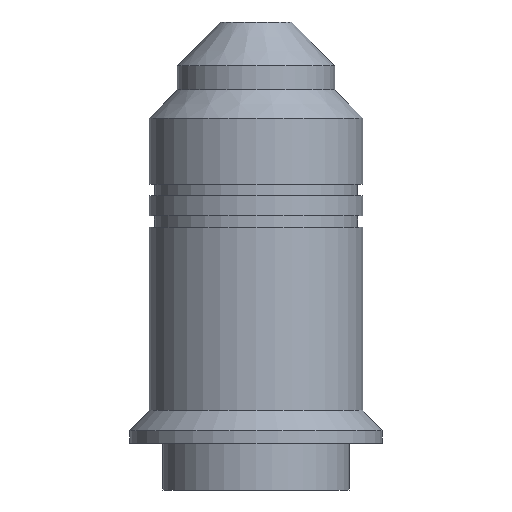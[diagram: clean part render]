
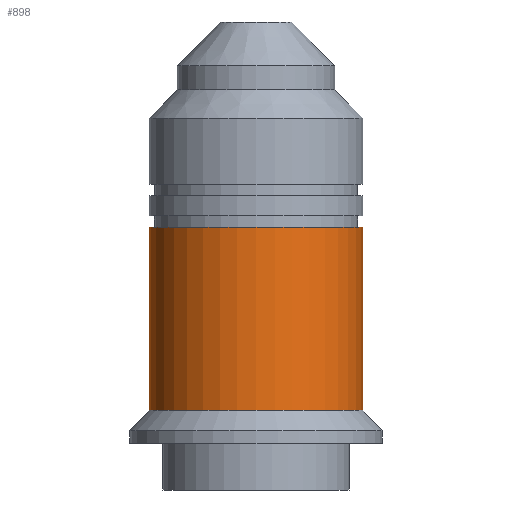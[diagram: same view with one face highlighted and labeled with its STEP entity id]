
A CAD part, front view. The second image highlights one B-rep face of the part: STEP entity #898.
In plain terms, the highlighted cylindrical face has radius 10.5 mm (diameter 21 mm), a partial arc.
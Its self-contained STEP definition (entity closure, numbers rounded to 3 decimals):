
#62 = CARTESIAN_POINT ( 'NONE',  ( -10.5, 0., 0. ) ) ;
#145 = VERTEX_POINT ( 'NONE', #466 ) ;
#205 = EDGE_LOOP ( 'NONE', ( #885, #299, #686, #644 ) ) ;
#216 = VECTOR ( 'NONE', #912, 1000. ) ;
#282 = CYLINDRICAL_SURFACE ( 'NONE', #683, 10.5 ) ;
#299 = ORIENTED_EDGE ( 'NONE', *, *, #545, .T. ) ;
#322 = CARTESIAN_POINT ( 'NONE',  ( 0., 0., 0. ) ) ;
#357 = FACE_OUTER_BOUND ( 'NONE', #205, .T. ) ;
#359 = VECTOR ( 'NONE', #594, 1000. ) ;
#455 = DIRECTION ( 'NONE',  ( 1., 0., 0. ) ) ;
#466 = CARTESIAN_POINT ( 'NONE',  ( -10.5, 0., 24.883 ) ) ;
#471 = CARTESIAN_POINT ( 'NONE',  ( -10.5, 0., 6.833 ) ) ;
#509 = CARTESIAN_POINT ( 'NONE',  ( 0., 0., 6.833 ) ) ;
#513 = DIRECTION ( 'NONE',  ( 0., 0., 1. ) ) ;
#535 = CARTESIAN_POINT ( 'NONE',  ( 10.5, 0., 24.883 ) ) ;
#545 = EDGE_CURVE ( 'NONE', #884, #836, #871, .T. ) ;
#594 = DIRECTION ( 'NONE',  ( 0., 0., 1. ) ) ;
#627 = CIRCLE ( 'NONE', #815, 10.5 ) ;
#633 = EDGE_CURVE ( 'NONE', #145, #779, #627, .T. ) ;
#644 = ORIENTED_EDGE ( 'NONE', *, *, #633, .F. ) ;
#683 = AXIS2_PLACEMENT_3D ( 'NONE', #322, #867, #780 ) ;
#686 = ORIENTED_EDGE ( 'NONE', *, *, #755, .T. ) ;
#701 = EDGE_CURVE ( 'NONE', #884, #145, #930, .T. ) ;
#706 = AXIS2_PLACEMENT_3D ( 'NONE', #509, #513, #881 ) ;
#755 = EDGE_CURVE ( 'NONE', #836, #779, #775, .T. ) ;
#775 = LINE ( 'NONE', #917, #216 ) ;
#779 = VERTEX_POINT ( 'NONE', #535 ) ;
#780 = DIRECTION ( 'NONE',  ( 1., 0., 0. ) ) ;
#815 = AXIS2_PLACEMENT_3D ( 'NONE', #827, #974, #455 ) ;
#827 = CARTESIAN_POINT ( 'NONE',  ( 0., 0., 24.883 ) ) ;
#836 = VERTEX_POINT ( 'NONE', #839 ) ;
#839 = CARTESIAN_POINT ( 'NONE',  ( 10.5, 0., 6.833 ) ) ;
#867 = DIRECTION ( 'NONE',  ( 0., 0., 1. ) ) ;
#871 = CIRCLE ( 'NONE', #706, 10.5 ) ;
#881 = DIRECTION ( 'NONE',  ( 1., 0., 0. ) ) ;
#884 = VERTEX_POINT ( 'NONE', #471 ) ;
#885 = ORIENTED_EDGE ( 'NONE', *, *, #701, .F. ) ;
#898 = ADVANCED_FACE ( 'NONE', ( #357 ), #282, .T. ) ;
#912 = DIRECTION ( 'NONE',  ( 0., 0., 1. ) ) ;
#917 = CARTESIAN_POINT ( 'NONE',  ( 10.5, 0., 0. ) ) ;
#930 = LINE ( 'NONE', #62, #359 ) ;
#974 = DIRECTION ( 'NONE',  ( 0., 0., 1. ) ) ;
